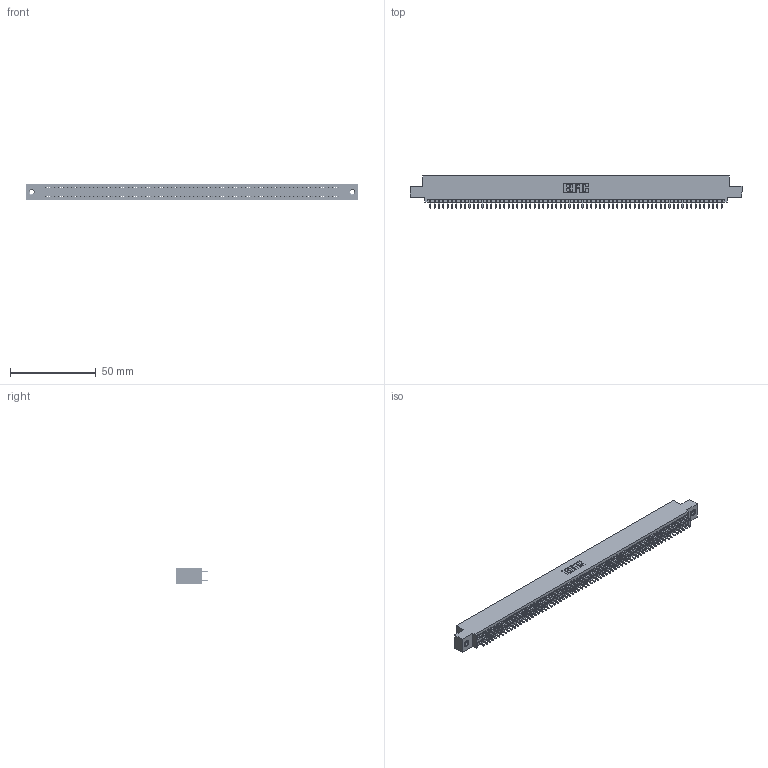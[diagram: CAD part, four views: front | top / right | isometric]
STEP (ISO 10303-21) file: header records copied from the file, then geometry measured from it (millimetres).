
FILE_DESCRIPTION (( 'STEP AP203' ), '1' );
FILE_NAME ('395-136-521-508.STEP', '2018-12-05T07:04:16', ( '' ), ( '' ), 'SwSTEP 2.0', 'SolidWorks 2016', '' );
FILE_SCHEMA (( 'CONFIG_CONTROL_DESIGN' ));
Length unit declared in the file: inch
Products named in the file (4): 345-292-001_345-293-121; 345-250-001_345-250-003-102; 395-136-521-508; 345 Part_0.110 Offset - 0.156 Dia-TI
Assembly tree (139 placements, depth 2):
  395-136-521-508
    345 Part_0.110 Offset - 0.156 Dia-TI
    345-292-001_345-293-121  x136
    345-250-001_345-250-003-102  x2
Bounding box: 193.93 x 18.72 x 9.4 mm (x, y, z)
Volume: 18944.4 mm3; surface area: 28251.5 mm2
Topology: 139 solids, 139 shells, 6990 faces, 20753 edges, 13646 vertices
Faces by surface type: plane 4604, cylinder 2370, cone 12, torus 4
Entity records: 51190 total; most frequent: CARTESIAN_POINT 8539, ORIENTED_EDGE 8466, DIRECTION 7523, EDGE_CURVE 4233, VECTOR 3809, LINE 3809, VERTEX_POINT 2816, AXIS2_PLACEMENT_3D 1857
